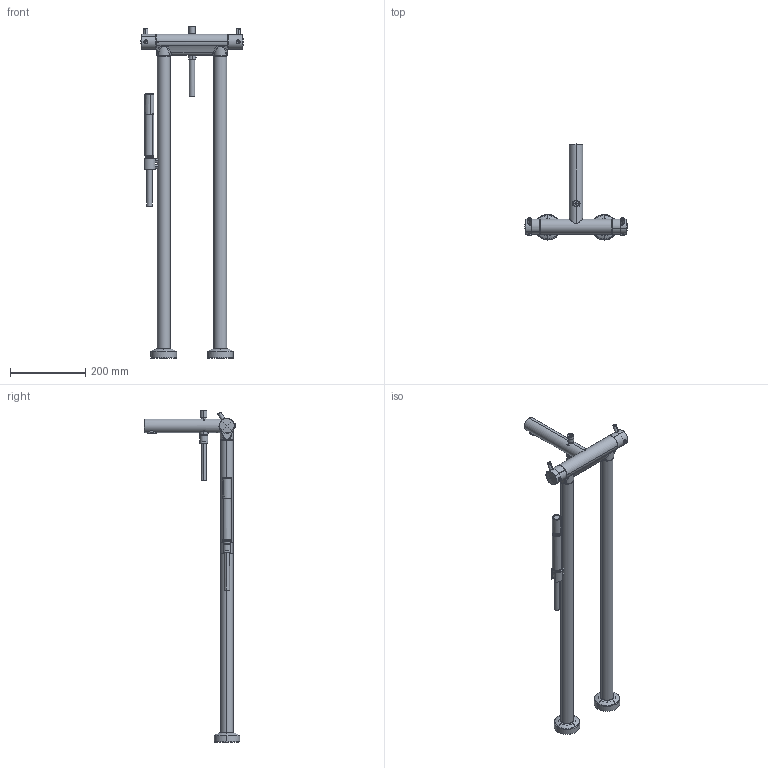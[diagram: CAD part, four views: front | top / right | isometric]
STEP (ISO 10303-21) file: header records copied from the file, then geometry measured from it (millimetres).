
FILE_DESCRIPTION(('CATIA V5 STEP Exchange','CAx-IF Rec.Pracs.--- Model Styling and Organization---1.5--- 2016-08-15','CAx-IF Rec.Pracs.---Supplemental Geometry---1.0---2011-11-01','CAx-IF Rec.Pracs.--- Composite Materials ---3.4---2017-06-13','CAx-IF Rec.Pracs.---Tessellated 3D Geometry---1.0---2015-12-17'),'2;1');
FILE_NAME('LNT39010.stp','2023-01-30T14:52:56+00:00',('none'),('none'),'CATIA Version 5-6 Release 2020 SP2','CATIA V5 STEP AP242 v2','none');
FILE_SCHEMA(('AP242_MANAGED_MODEL_BASED_3D_ENGINEERING_MIM_LF {1 0 10303 442 1 1 4}'));
Length unit declared in the file: millimetre
Products named in the file (1): Product2_AllCATPart
Bounding box: 271.1 x 253 x 879.9 mm (x, y, z)
Volume: 1820033.9 mm3; surface area: 364322.6 mm2
Topology: 20 solids, 126 shells, 2001 faces, 5730 edges, 3855 vertices
Faces by surface type: plane 1181, cylinder 398, cone 198, torus 156, bspline 36, sphere 32
Entity records: 66074 total; most frequent: CARTESIAN_POINT 19919, ORIENTED_EDGE 10877, DIRECTION 6467, EDGE_CURVE 5686, VERTEX_POINT 3855, VECTOR 3479, LINE 3479, EDGE_LOOP 2395
